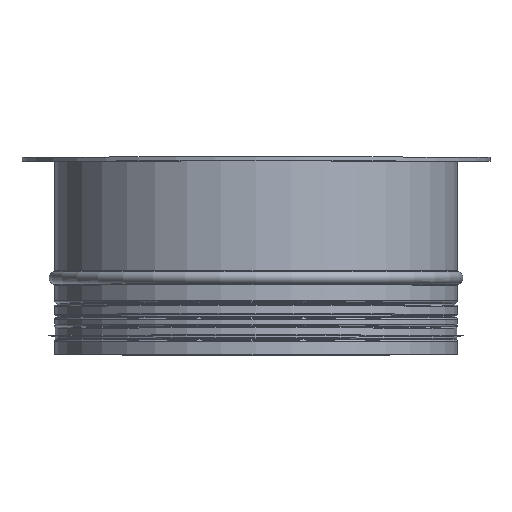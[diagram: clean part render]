
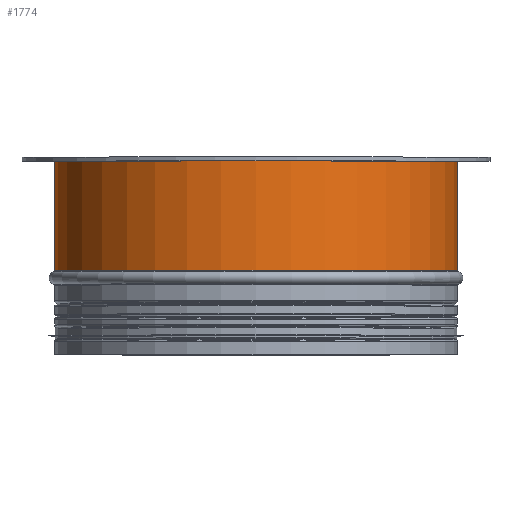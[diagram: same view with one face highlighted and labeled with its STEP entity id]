
A CAD part, top view. The second image highlights one B-rep face of the part: STEP entity #1774.
In plain terms, the highlighted cylindrical face has radius 201 mm (diameter 402 mm), a partial arc.
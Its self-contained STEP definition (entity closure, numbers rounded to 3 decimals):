
#102=CYLINDRICAL_SURFACE('',#1965,201.);
#228=FACE_OUTER_BOUND('',#348,.T.);
#348=EDGE_LOOP('',(#1363,#1364,#1365,#1366));
#530=CIRCLE('',#1964,201.);
#531=CIRCLE('',#1966,201.);
#635=LINE('',#2830,#719);
#679=LINE('',#3006,#763);
#719=VECTOR('',#2222,111.172);
#763=VECTOR('',#2440,111.172);
#805=VERTEX_POINT('',#2823);
#807=VERTEX_POINT('',#2829);
#810=VERTEX_POINT('',#2836);
#852=VERTEX_POINT('',#3001);
#959=EDGE_CURVE('',#807,#805,#635,.T.);
#1045=EDGE_CURVE('',#852,#807,#530,.T.);
#1047=EDGE_CURVE('',#810,#805,#531,.T.);
#1048=EDGE_CURVE('',#852,#810,#679,.T.);
#1363=ORIENTED_EDGE('',*,*,#959,.T.);
#1364=ORIENTED_EDGE('',*,*,#1047,.F.);
#1365=ORIENTED_EDGE('',*,*,#1048,.F.);
#1366=ORIENTED_EDGE('',*,*,#1045,.T.);
#1774=ADVANCED_FACE('',(#228),#102,.T.);
#1964=AXIS2_PLACEMENT_3D('',#3002,#2433,#2434);
#1965=AXIS2_PLACEMENT_3D('',#3004,#2436,#2437);
#1966=AXIS2_PLACEMENT_3D('',#3005,#2438,#2439);
#2222=DIRECTION('',(0.,-1.,0.));
#2433=DIRECTION('center_axis',(0.,-1.,0.));
#2434=DIRECTION('ref_axis',(-1.,0.,0.));
#2436=DIRECTION('center_axis',(0.,-1.,0.));
#2437=DIRECTION('ref_axis',(-1.,0.,0.));
#2438=DIRECTION('center_axis',(0.,-1.,0.));
#2439=DIRECTION('ref_axis',(-1.,0.,0.));
#2440=DIRECTION('',(0.,-1.,0.));
#2823=CARTESIAN_POINT('',(-201.,83.828,0.351));
#2829=CARTESIAN_POINT('',(-201.,195.,0.351));
#2830=CARTESIAN_POINT('',(-201.,195.,0.351));
#2836=CARTESIAN_POINT('',(-201.,83.828,0.));
#3001=CARTESIAN_POINT('',(-201.,195.,0.));
#3002=CARTESIAN_POINT('Origin',(0.,195.,0.));
#3004=CARTESIAN_POINT('Origin',(0.,93.923,0.));
#3005=CARTESIAN_POINT('Origin',(0.,83.828,0.));
#3006=CARTESIAN_POINT('',(-201.,195.,0.));
